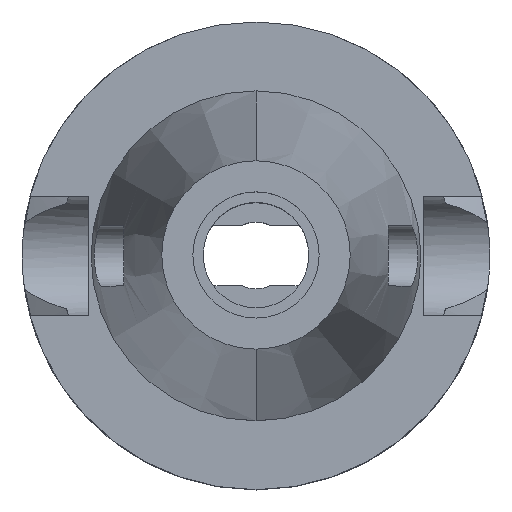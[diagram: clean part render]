
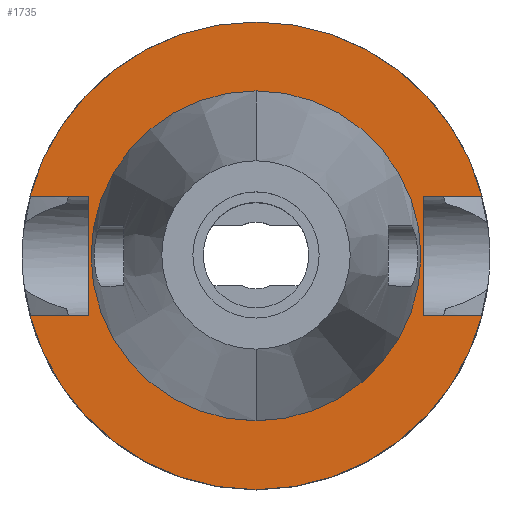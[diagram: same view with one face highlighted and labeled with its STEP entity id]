
A CAD part, top view. The second image highlights one B-rep face of the part: STEP entity #1735.
In plain terms, the highlighted planar face has unit normal (0, 0, 1).
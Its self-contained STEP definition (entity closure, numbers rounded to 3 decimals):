
#224=DIRECTION('',(0.,1.,0.));
#225=VECTOR('',#224,16.1);
#226=CARTESIAN_POINT('',(-22.5,-8.05,-1.));
#227=LINE('',#226,#225);
#231=DIRECTION('',(-1.,0.,0.));
#232=VECTOR('',#231,7.954);
#233=CARTESIAN_POINT('',(-22.5,8.05,-1.));
#234=LINE('',#233,#232);
#238=CARTESIAN_POINT('',(0.,0.,-1.));
#239=DIRECTION('',(0.,0.,-1.));
#240=DIRECTION('',(-0.967,0.256,0.));
#241=AXIS2_PLACEMENT_3D('',#238,#239,#240);
#246=CARTESIAN_POINT('',(0.,0.,-1.));
#247=DIRECTION('',(0.,0.,-1.));
#248=DIRECTION('',(0.,1.,0.));
#249=AXIS2_PLACEMENT_3D('',#246,#247,#248);
#254=DIRECTION('',(0.,-1.,0.));
#255=VECTOR('',#254,16.1);
#256=CARTESIAN_POINT('',(22.5,8.05,-1.));
#257=LINE('',#256,#255);
#261=DIRECTION('',(1.,0.,0.));
#262=VECTOR('',#261,7.954);
#263=CARTESIAN_POINT('',(22.5,-8.05,-1.));
#264=LINE('',#263,#262);
#268=CARTESIAN_POINT('',(0.,0.,-1.));
#269=DIRECTION('',(0.,0.,-1.));
#270=DIRECTION('',(0.967,-0.256,0.));
#271=AXIS2_PLACEMENT_3D('',#268,#269,#270);
#276=CARTESIAN_POINT('',(0.,0.,-1.));
#277=DIRECTION('',(0.,0.,-1.));
#278=DIRECTION('',(0.,-1.,0.));
#279=AXIS2_PLACEMENT_3D('',#276,#277,#278);
#284=CARTESIAN_POINT('',(0.,0.,-1.));
#285=DIRECTION('',(0.,0.,1.));
#286=DIRECTION('',(0.,-1.,0.));
#287=AXIS2_PLACEMENT_3D('',#284,#285,#286);
#292=CARTESIAN_POINT('',(0.,0.,-1.));
#293=DIRECTION('',(0.,0.,1.));
#294=DIRECTION('',(0.,1.,0.));
#295=AXIS2_PLACEMENT_3D('',#292,#293,#294);
#330=DIRECTION('',(-1.,0.,0.));
#331=VECTOR('',#330,7.954);
#332=CARTESIAN_POINT('',(-22.5,-8.05,-1.));
#333=LINE('',#332,#331);
#467=DIRECTION('',(1.,0.,0.));
#468=VECTOR('',#467,7.954);
#469=CARTESIAN_POINT('',(22.5,8.05,-1.));
#470=LINE('',#469,#468);
#1485=CARTESIAN_POINT('',(0.,22.225,-1.));
#1486=VERTEX_POINT('',#1485);
#1487=CARTESIAN_POINT('',(0.,-22.225,-1.));
#1488=VERTEX_POINT('',#1487);
#1489=CARTESIAN_POINT('',(-22.5,-8.05,-1.));
#1490=CARTESIAN_POINT('',(-22.5,8.05,-1.));
#1491=VERTEX_POINT('',#1489);
#1492=VERTEX_POINT('',#1490);
#1493=CARTESIAN_POINT('',(-30.454,8.05,-1.));
#1494=VERTEX_POINT('',#1493);
#1495=CARTESIAN_POINT('',(0.,31.5,-1.));
#1496=CARTESIAN_POINT('',(30.454,8.05,-1.));
#1497=VERTEX_POINT('',#1495);
#1498=VERTEX_POINT('',#1496);
#1499=CARTESIAN_POINT('',(22.5,8.05,-1.));
#1500=VERTEX_POINT('',#1499);
#1501=CARTESIAN_POINT('',(22.5,-8.05,-1.));
#1502=VERTEX_POINT('',#1501);
#1503=CARTESIAN_POINT('',(30.454,-8.05,-1.));
#1504=VERTEX_POINT('',#1503);
#1505=CARTESIAN_POINT('',(0.,-31.5,-1.));
#1506=CARTESIAN_POINT('',(-30.454,-8.05,-1.));
#1507=VERTEX_POINT('',#1505);
#1508=VERTEX_POINT('',#1506);
#1704=CARTESIAN_POINT('',(0.,0.,-1.));
#1705=DIRECTION('',(0.,0.,-1.));
#1706=DIRECTION('',(0.,-1.,0.));
#1707=AXIS2_PLACEMENT_3D('',#1704,#1705,#1706);
#1708=PLANE('',#1707);
#1710=ORIENTED_EDGE('',*,*,#1709,.T.);
#1712=ORIENTED_EDGE('',*,*,#1711,.T.);
#1714=ORIENTED_EDGE('',*,*,#1713,.T.);
#1716=ORIENTED_EDGE('',*,*,#1715,.T.);
#1718=ORIENTED_EDGE('',*,*,#1717,.F.);
#1720=ORIENTED_EDGE('',*,*,#1719,.T.);
#1722=ORIENTED_EDGE('',*,*,#1721,.T.);
#1724=ORIENTED_EDGE('',*,*,#1723,.T.);
#1726=ORIENTED_EDGE('',*,*,#1725,.T.);
#1728=ORIENTED_EDGE('',*,*,#1727,.F.);
#1729=EDGE_LOOP('',(#1710,#1712,#1714,#1716,#1718,#1720,#1722,#1724,#1726,
#1728));
#1730=FACE_OUTER_BOUND('',#1729,.F.);
#1731=ORIENTED_EDGE('',*,*,#1683,.T.);
#1732=ORIENTED_EDGE('',*,*,#1699,.T.);
#1733=EDGE_LOOP('',(#1731,#1732));
#1734=FACE_BOUND('',#1733,.F.);
#242=CIRCLE('',#241,31.5);
#250=CIRCLE('',#249,31.5);
#272=CIRCLE('',#271,31.5);
#280=CIRCLE('',#279,31.5);
#288=CIRCLE('',#287,22.225);
#296=CIRCLE('',#295,22.225);
#1683=EDGE_CURVE('',#1488,#1486,#288,.T.);
#1699=EDGE_CURVE('',#1486,#1488,#296,.T.);
#1709=EDGE_CURVE('',#1491,#1492,#227,.T.);
#1711=EDGE_CURVE('',#1492,#1494,#234,.T.);
#1713=EDGE_CURVE('',#1494,#1497,#242,.T.);
#1715=EDGE_CURVE('',#1497,#1498,#250,.T.);
#1717=EDGE_CURVE('',#1500,#1498,#470,.T.);
#1719=EDGE_CURVE('',#1500,#1502,#257,.T.);
#1721=EDGE_CURVE('',#1502,#1504,#264,.T.);
#1723=EDGE_CURVE('',#1504,#1507,#272,.T.);
#1725=EDGE_CURVE('',#1507,#1508,#280,.T.);
#1727=EDGE_CURVE('',#1491,#1508,#333,.T.);
#1735=ADVANCED_FACE('',(#1730,#1734),#1708,.F.);
